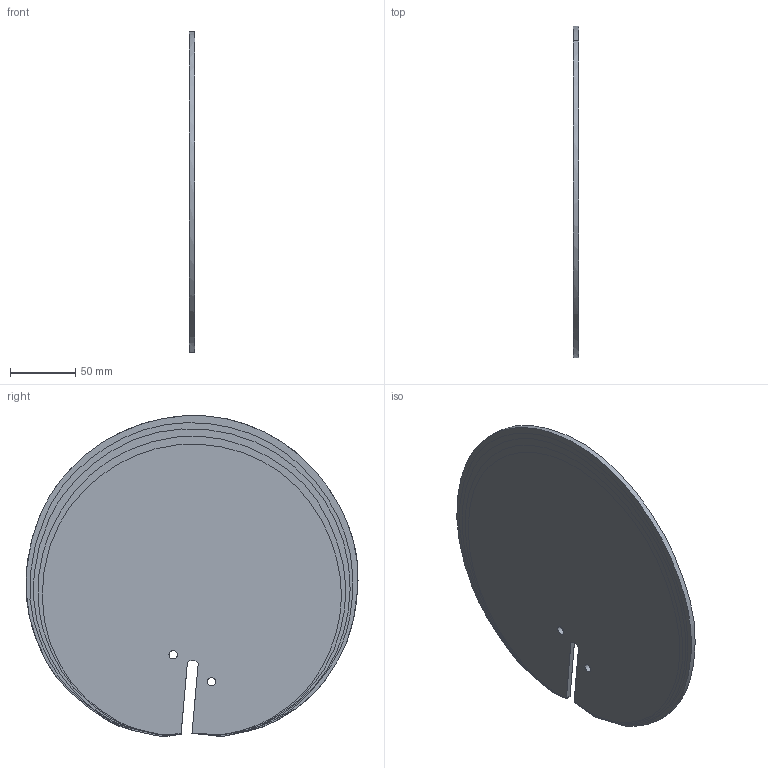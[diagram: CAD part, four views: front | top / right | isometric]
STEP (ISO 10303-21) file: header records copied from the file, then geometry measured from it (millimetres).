
FILE_DESCRIPTION(/* description */ (''),/* implementation_level */ '2;1');
FILE_NAME(/* name */ 'Levas_1_1.step',/* time_stamp */ '2020-03-30T22:58:26+02:00',/* author */ (''),/* organization */ (''),/* preprocessor_version */ 'ST-DEVELOPER v18',/* originating_system */ 'Autodesk Translation Framework v8.12.0.6',/* authorisation */ '');
FILE_SCHEMA (('AUTOMOTIVE_DESIGN { 1 0 10303 214 3 1 1 }'));
Length unit declared in the file: millimetre
Products named in the file (1): Levas NEW SET1
Bounding box: 4 x 254.93 x 246.31 mm (x, y, z)
Surface area: 467238.3 mm2
Topology: 5 solids, 5 shells, 45 faces, 105 edges, 70 vertices
Faces by surface type: plane 20, cylinder 15, bspline 10
Full cylindrical faces by diameter (mm): 6.4 x10
Entity records: 5050 total; most frequent: CARTESIAN_POINT 4033, ORIENTED_EDGE 210, DIRECTION 177, EDGE_CURVE 105, VERTEX_POINT 70, AXIS2_PLACEMENT_3D 66, EDGE_LOOP 65, FACE_OUTER_BOUND 45
